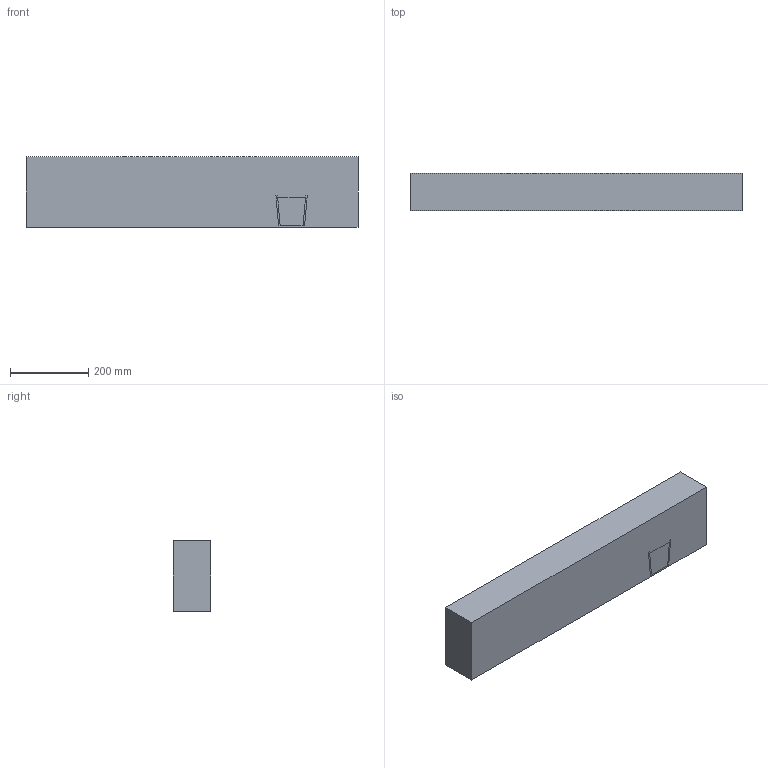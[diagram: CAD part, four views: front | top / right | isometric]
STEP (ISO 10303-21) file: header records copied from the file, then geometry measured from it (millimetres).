
FILE_DESCRIPTION(/* description */ ('STEP AP203'),/* implementation_level */ '2;1');
FILE_NAME(/* name */ 'obstacle_fluid_flow',/* time_stamp */ '2024-10-11T09:58:15+03:30',/* author */ (' '),/* organization */ (' '),/* preprocessor_version */ 'ST-DEVELOPER v19.4',/* originating_system */ ' ',/* authorisation */ ' ');
FILE_SCHEMA (('CONFIG_CONTROL_DESIGN'));
Length unit declared in the file: centimetre
Products named in the file (7): id2; id5; id8; id11; id14; id17; id20
Bounding box: 850 x 95 x 180 mm (x, y, z)
Volume: 14535000 mm3; surface area: 545578 mm2
Topology: 7 solids, 7 shells, 51 faces, 108 edges, 71 vertices
Faces by surface type: plane 31, cone 20
Entity records: 1734 total; most frequent: CARTESIAN_POINT 552, ORIENTED_EDGE 216, DIRECTION 211, EDGE_CURVE 108, AXIS2_PLACEMENT_3D 80, VERTEX_POINT 71, LINE 51, VECTOR 51
